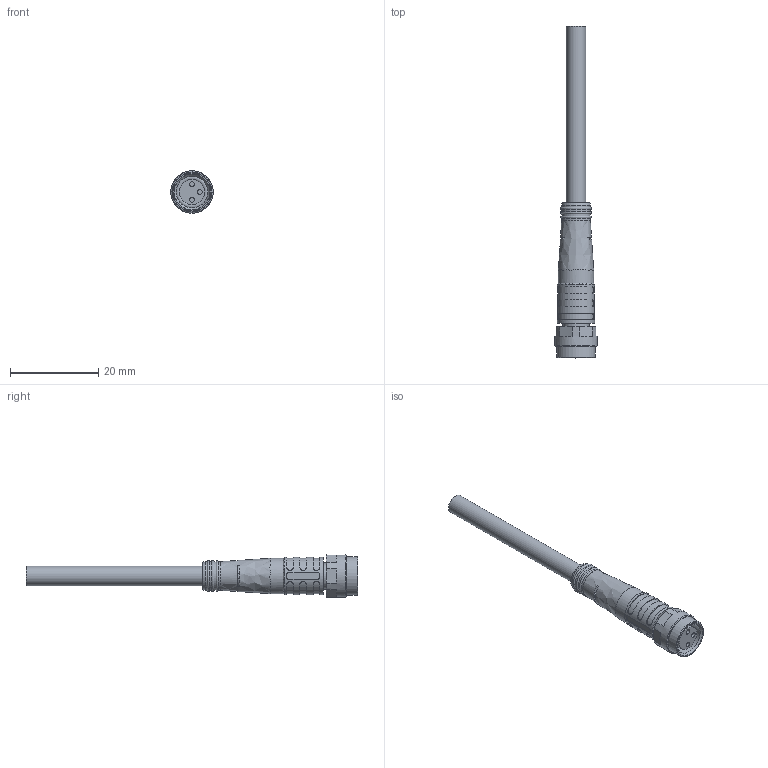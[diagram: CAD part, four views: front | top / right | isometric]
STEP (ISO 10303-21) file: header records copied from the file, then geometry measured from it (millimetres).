
FILE_DESCRIPTION(/* description */ (''),/* implementation_level */ '2;1');
FILE_NAME(/* name */ 'AL-SKP3.stp',/* time_stamp */ '2015-11-06T13:29:29+01:00',/* author */ (''),/* organization */ (''),/* preprocessor_version */ 'ST-DEVELOPER v14',/* originating_system */ 'SIEMENS PLM Software NX 8.0',/* authorisation */ '');
FILE_SCHEMA (('AP203_CONFIGURATION_CONTROLLED_3D_DESIGN_OF_MECHANICAL_PARTS_AND_ASSEMBLIES_MIM_LF { 1 0 10303 403 2 1 2}'));
Length unit declared in the file: millimetre
Products named in the file (1): AL-SKP3
Bounding box: 9.6 x 75.1 x 9.6 mm (x, y, z)
Volume: 2235.7 mm3; surface area: 1862.4 mm2
Topology: 1 solids, 1 shells, 119 faces, 302 edges, 199 vertices
Faces by surface type: plane 56, cylinder 47, cone 11, torus 4, bspline 1
Full cylindrical faces by diameter (mm): 1.1 x3, 4.4 x1, 5.7 x1, 5.9 x1, 6.501 x4, 7.2 x1, 8 x1, 8.4 x1, 8.8 x1, 9.6 x1
Entity records: 4342 total; most frequent: CARTESIAN_POINT 1625, DIRECTION 536, ORIENTED_EDGE 510, EDGE_CURVE 255, AXIS2_PLACEMENT_3D 216, VERTEX_POINT 181, EDGE_LOOP 162, ADVANCED_FACE 119
